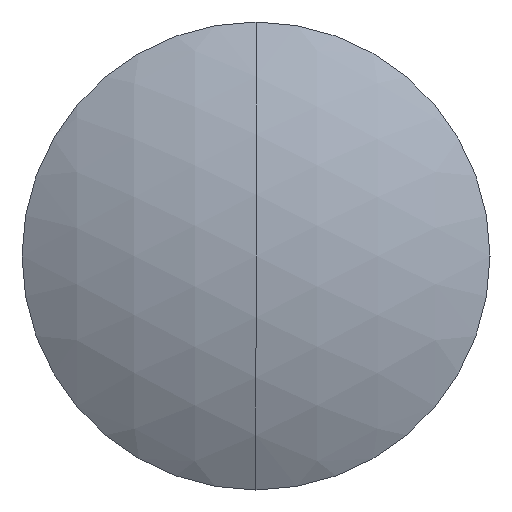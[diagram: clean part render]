
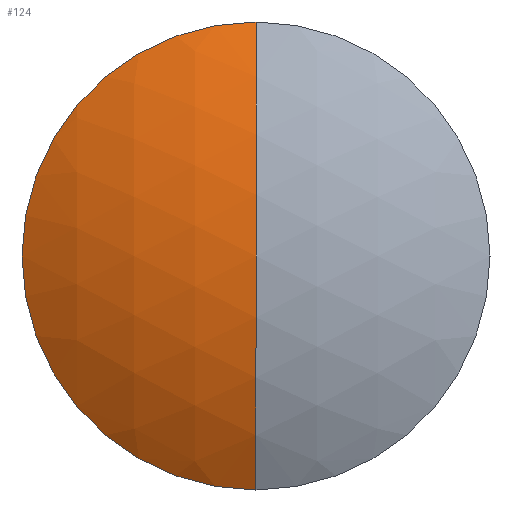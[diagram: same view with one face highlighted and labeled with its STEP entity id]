
A CAD part, left-side view. The second image highlights one B-rep face of the part: STEP entity #124.
In plain terms, the highlighted spherical face has radius 12.2 mm.
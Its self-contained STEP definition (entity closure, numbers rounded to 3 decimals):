
#9 = CIRCLE ( 'NONE', #308, 12.2 ) ;
#10 = ORIENTED_EDGE ( 'NONE', *, *, #63, .F. ) ;
#12 = FACE_OUTER_BOUND ( 'NONE', #194, .T. ) ;
#30 = CARTESIAN_POINT ( 'NONE',  ( 279.009, 0., 0. ) ) ;
#45 = CARTESIAN_POINT ( 'NONE',  ( 268.592, 0., 0. ) ) ;
#60 = EDGE_CURVE ( 'NONE', #248, #294, #330, .T. ) ;
#61 = DIRECTION ( 'NONE',  ( 0., 1., 0. ) ) ;
#63 = EDGE_CURVE ( 'NONE', #200, #294, #9, .T. ) ;
#81 = CARTESIAN_POINT ( 'NONE',  ( 268.592, 0., -6.35 ) ) ;
#91 = DIRECTION ( 'NONE',  ( 0., -1., 0. ) ) ;
#99 = CIRCLE ( 'NONE', #270, 6.35 ) ;
#114 = AXIS2_PLACEMENT_3D ( 'NONE', #30, #285, #292 ) ;
#115 = CARTESIAN_POINT ( 'NONE',  ( 279.009, 0., 0. ) ) ;
#124 = ADVANCED_FACE ( 'NONE', ( #12 ), #159, .T. ) ;
#159 = SPHERICAL_SURFACE ( 'NONE', #324, 12.2 ) ;
#168 = DIRECTION ( 'NONE',  ( 0., 0., 1. ) ) ;
#178 = DIRECTION ( 'NONE',  ( 0., 0., 1. ) ) ;
#194 = EDGE_LOOP ( 'NONE', ( #250, #332, #10 ) ) ;
#200 = VERTEX_POINT ( 'NONE', #211 ) ;
#211 = CARTESIAN_POINT ( 'NONE',  ( 268.592, 0., 6.35 ) ) ;
#248 = VERTEX_POINT ( 'NONE', #81 ) ;
#250 = ORIENTED_EDGE ( 'NONE', *, *, #338, .T. ) ;
#258 = CARTESIAN_POINT ( 'NONE',  ( 266.809, 0., 0. ) ) ;
#265 = CARTESIAN_POINT ( 'NONE',  ( 279.009, 0., 0. ) ) ;
#270 = AXIS2_PLACEMENT_3D ( 'NONE', #45, #328, #178 ) ;
#285 = DIRECTION ( 'NONE',  ( 0., 1., 0. ) ) ;
#292 = DIRECTION ( 'NONE',  ( 0., 0., 1. ) ) ;
#294 = VERTEX_POINT ( 'NONE', #258 ) ;
#308 = AXIS2_PLACEMENT_3D ( 'NONE', #265, #91, #323 ) ;
#323 = DIRECTION ( 'NONE',  ( 0., 0., -1. ) ) ;
#324 = AXIS2_PLACEMENT_3D ( 'NONE', #115, #61, #168 ) ;
#328 = DIRECTION ( 'NONE',  ( -1., 0., 0. ) ) ;
#330 = CIRCLE ( 'NONE', #114, 12.2 ) ;
#332 = ORIENTED_EDGE ( 'NONE', *, *, #60, .T. ) ;
#338 = EDGE_CURVE ( 'NONE', #200, #248, #99, .T. ) ;
